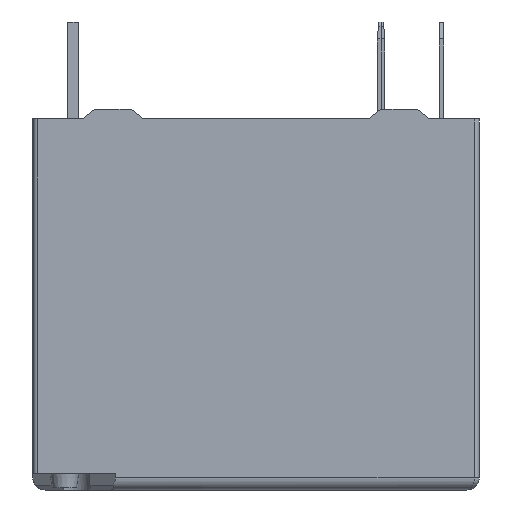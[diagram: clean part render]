
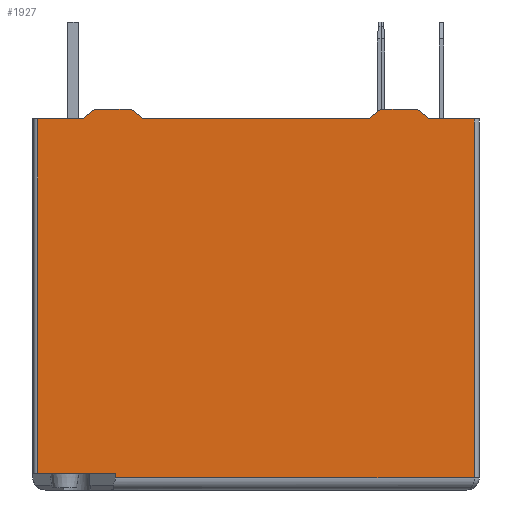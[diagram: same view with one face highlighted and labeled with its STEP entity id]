
A CAD part, front view. The second image highlights one B-rep face of the part: STEP entity #1927.
In plain terms, the highlighted planar face has unit normal (0, -1, 0).
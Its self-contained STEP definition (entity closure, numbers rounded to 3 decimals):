
#1927=ADVANCED_FACE('',(#2759),#2388,.F.);
#2388=PLANE('',#10984);
#2759=FACE_OUTER_BOUND('',#3285,.T.);
#3285=EDGE_LOOP('',(#4758,#4759,#4760,#4761,#4762,#4763,#4764,#4765,#4766,
#4767,#4768,#4769,#4770,#4771));
#4758=ORIENTED_EDGE('',*,*,#7878,.F.);
#4759=ORIENTED_EDGE('',*,*,#7879,.T.);
#4760=ORIENTED_EDGE('',*,*,#7880,.F.);
#4761=ORIENTED_EDGE('',*,*,#7881,.T.);
#4762=ORIENTED_EDGE('',*,*,#7882,.T.);
#4763=ORIENTED_EDGE('',*,*,#7883,.T.);
#4764=ORIENTED_EDGE('',*,*,#7884,.F.);
#4765=ORIENTED_EDGE('',*,*,#7870,.F.);
#4766=ORIENTED_EDGE('',*,*,#7885,.T.);
#4767=ORIENTED_EDGE('',*,*,#7861,.F.);
#4768=ORIENTED_EDGE('',*,*,#7886,.F.);
#4769=ORIENTED_EDGE('',*,*,#7865,.F.);
#4770=ORIENTED_EDGE('',*,*,#7887,.T.);
#4771=ORIENTED_EDGE('',*,*,#7876,.F.);
#6775=VERTEX_POINT('',#15387);
#6776=VERTEX_POINT('',#15389);
#6778=VERTEX_POINT('',#15395);
#6779=VERTEX_POINT('',#15397);
#6782=VERTEX_POINT('',#15405);
#6783=VERTEX_POINT('',#15407);
#6787=VERTEX_POINT('',#15417);
#6788=VERTEX_POINT('',#15419);
#6789=VERTEX_POINT('',#15423);
#6790=VERTEX_POINT('',#15425);
#6791=VERTEX_POINT('',#15427);
#6792=VERTEX_POINT('',#15429);
#6793=VERTEX_POINT('',#15431);
#6794=VERTEX_POINT('',#15433);
#7861=EDGE_CURVE('',#6775,#6776,#9128,.T.);
#7865=EDGE_CURVE('',#6778,#6779,#9132,.T.);
#7870=EDGE_CURVE('',#6782,#6783,#9137,.T.);
#7876=EDGE_CURVE('',#6787,#6788,#9143,.T.);
#7878=EDGE_CURVE('',#6789,#6787,#9145,.T.);
#7879=EDGE_CURVE('',#6789,#6790,#9146,.T.);
#7880=EDGE_CURVE('',#6791,#6790,#9147,.T.);
#7881=EDGE_CURVE('',#6791,#6792,#9148,.T.);
#7882=EDGE_CURVE('',#6792,#6793,#9149,.T.);
#7883=EDGE_CURVE('',#6793,#6794,#9150,.T.);
#7884=EDGE_CURVE('',#6783,#6794,#9151,.T.);
#7885=EDGE_CURVE('',#6782,#6776,#9152,.T.);
#7886=EDGE_CURVE('',#6779,#6775,#9153,.T.);
#7887=EDGE_CURVE('',#6778,#6788,#9154,.T.);
#9128=LINE('',#15388,#10134);
#9132=LINE('',#15396,#10138);
#9137=LINE('',#15406,#10143);
#9143=LINE('',#15418,#10149);
#9145=LINE('',#15422,#10151);
#9146=LINE('',#15424,#10152);
#9147=LINE('',#15426,#10153);
#9148=LINE('',#15428,#10154);
#9149=LINE('',#15430,#10155);
#9150=LINE('',#15432,#10156);
#9151=LINE('',#15434,#10157);
#9152=LINE('',#15435,#10158);
#9153=LINE('',#15436,#10159);
#9154=LINE('',#15437,#10160);
#10134=VECTOR('',#12620,1.);
#10138=VECTOR('',#12626,1.);
#10143=VECTOR('',#12633,1.);
#10149=VECTOR('',#12641,1.);
#10151=VECTOR('',#12645,1.);
#10152=VECTOR('',#12646,1.);
#10153=VECTOR('',#12647,1.);
#10154=VECTOR('',#12648,1.);
#10155=VECTOR('',#12649,1.);
#10156=VECTOR('',#12650,1.);
#10157=VECTOR('',#12651,1.);
#10158=VECTOR('',#12652,1.);
#10159=VECTOR('',#12653,1.);
#10160=VECTOR('',#12654,1.);
#10984=AXIS2_PLACEMENT_3D('',#15438,#12655,#12656);
#12620=DIRECTION('',(0.781,0.,0.625));
#12626=DIRECTION('',(0.781,0.,-0.625));
#12633=DIRECTION('',(0.781,0.,-0.625));
#12641=DIRECTION('',(0.781,0.,0.625));
#12645=DIRECTION('',(1.,0.,0.));
#12646=DIRECTION('',(0.,0.,-1.));
#12647=DIRECTION('',(-1.,0.,0.));
#12648=DIRECTION('',(0.,0.,-1.));
#12649=DIRECTION('',(1.,0.,0.));
#12650=DIRECTION('',(0.,0.,1.));
#12651=DIRECTION('',(1.,0.,0.));
#12652=DIRECTION('',(-1.,0.,0.));
#12653=DIRECTION('',(1.,0.,0.));
#12654=DIRECTION('',(-1.,0.,0.));
#12655=DIRECTION('',(0.,1.,0.));
#12656=DIRECTION('',(0.,0.,-1.));
#15387=CARTESIAN_POINT('',(36.575,-11.277,1.294));
#15388=CARTESIAN_POINT('',(36.575,-11.277,1.294));
#15389=CARTESIAN_POINT('',(37.075,-11.277,1.694));
#15395=CARTESIAN_POINT('',(26.775,-11.277,1.694));
#15396=CARTESIAN_POINT('',(26.775,-11.277,1.694));
#15397=CARTESIAN_POINT('',(27.275,-11.277,1.294));
#15405=CARTESIAN_POINT('',(38.575,-11.277,1.694));
#15406=CARTESIAN_POINT('',(38.575,-11.277,1.694));
#15407=CARTESIAN_POINT('',(39.075,-11.277,1.294));
#15417=CARTESIAN_POINT('',(24.775,-11.277,1.294));
#15418=CARTESIAN_POINT('',(24.775,-11.277,1.294));
#15419=CARTESIAN_POINT('',(25.275,-11.277,1.694));
#15422=CARTESIAN_POINT('',(22.725,-11.277,1.294));
#15423=CARTESIAN_POINT('',(22.925,-11.277,1.294));
#15424=CARTESIAN_POINT('',(22.925,-11.277,-14.006));
#15425=CARTESIAN_POINT('',(22.925,-11.277,-13.306));
#15426=CARTESIAN_POINT('',(26.125,-11.277,-13.306));
#15427=CARTESIAN_POINT('',(26.125,-11.277,-13.306));
#15428=CARTESIAN_POINT('',(26.125,-11.277,-13.306));
#15429=CARTESIAN_POINT('',(26.125,-11.277,-13.506));
#15430=CARTESIAN_POINT('',(41.125,-11.277,-13.506));
#15431=CARTESIAN_POINT('',(40.925,-11.277,-13.506));
#15432=CARTESIAN_POINT('',(40.925,-11.277,-14.006));
#15433=CARTESIAN_POINT('',(40.925,-11.277,1.294));
#15434=CARTESIAN_POINT('',(39.075,-11.277,1.294));
#15435=CARTESIAN_POINT('',(41.125,-11.277,1.694));
#15436=CARTESIAN_POINT('',(27.275,-11.277,1.294));
#15437=CARTESIAN_POINT('',(41.125,-11.277,1.694));
#15438=CARTESIAN_POINT('',(41.125,-11.277,-14.006));
